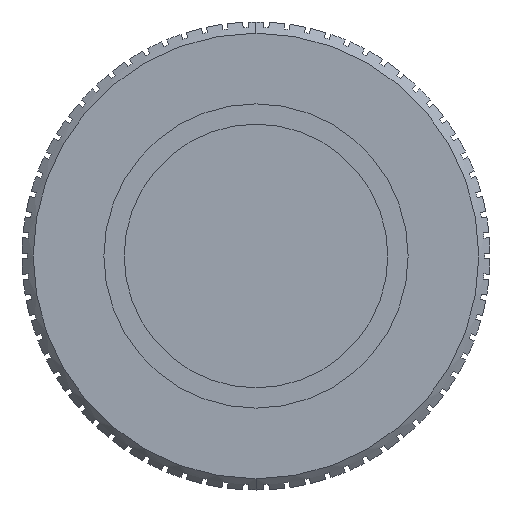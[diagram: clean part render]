
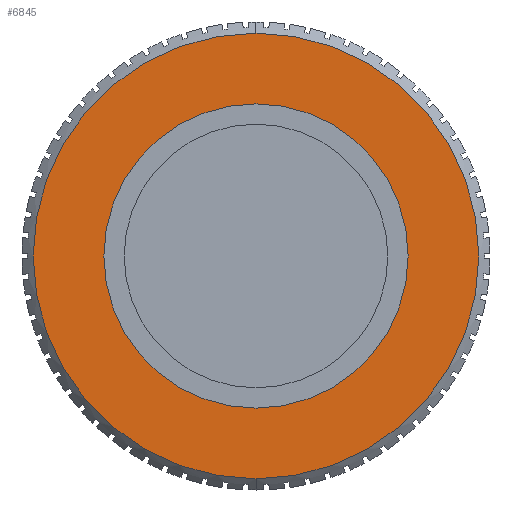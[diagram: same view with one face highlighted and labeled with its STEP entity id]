
A CAD part, left-side view. The second image highlights one B-rep face of the part: STEP entity #6845.
In plain terms, the highlighted planar face has unit normal (-1, 0, 0).
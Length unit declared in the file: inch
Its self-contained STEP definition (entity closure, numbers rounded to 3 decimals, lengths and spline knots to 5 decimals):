
#35 = EDGE_CURVE ( 'NONE', #1698, #6434, #7146, .T. ) ;
#584 = FACE_OUTER_BOUND ( 'NONE', #7255, .T. ) ;
#1251 = CARTESIAN_POINT ( 'NONE',  ( 0.04297, 0., 0. ) ) ;
#1444 = CARTESIAN_POINT ( 'NONE',  ( 0.04297, 0., 0.28608 ) ) ;
#1484 = CARTESIAN_POINT ( 'NONE',  ( 0.04297, 0., 0. ) ) ;
#1698 = VERTEX_POINT ( 'NONE', #2394 ) ;
#2078 = AXIS2_PLACEMENT_3D ( 'NONE', #3644, #9668, #7594 ) ;
#2315 = ORIENTED_EDGE ( 'NONE', *, *, #12167, .T. ) ;
#2394 = CARTESIAN_POINT ( 'NONE',  ( 0.04297, 0., 0.41899 ) ) ;
#2556 = PLANE ( 'NONE',  #8666 ) ;
#2582 = CIRCLE ( 'NONE', #8792, 0.41899 ) ;
#3318 = DIRECTION ( 'NONE',  ( 0., 0., -1. ) ) ;
#3644 = CARTESIAN_POINT ( 'NONE',  ( 0.04297, 0., 0. ) ) ;
#3725 = DIRECTION ( 'NONE',  ( 0., 0., 1. ) ) ;
#4559 = EDGE_CURVE ( 'NONE', #7169, #11784, #4570, .T. ) ;
#4570 = CIRCLE ( 'NONE', #2078, 0.28608 ) ;
#5167 = CARTESIAN_POINT ( 'NONE',  ( 0.04297, 0., -0.28608 ) ) ;
#5386 = DIRECTION ( 'NONE',  ( 1., 0., 0. ) ) ;
#5493 = AXIS2_PLACEMENT_3D ( 'NONE', #1484, #5386, #3318 ) ;
#5603 = CARTESIAN_POINT ( 'NONE',  ( 0.04297, 0.28608, 0. ) ) ;
#5988 = DIRECTION ( 'NONE',  ( 1., 0., 0. ) ) ;
#6048 = DIRECTION ( 'NONE',  ( 0., 0., -1. ) ) ;
#6434 = VERTEX_POINT ( 'NONE', #11717 ) ;
#6845 = ADVANCED_FACE ( 'NONE', ( #11521, #584 ), #2556, .T. ) ;
#7146 = CIRCLE ( 'NONE', #5493, 0.41899 ) ;
#7169 = VERTEX_POINT ( 'NONE', #1444 ) ;
#7255 = EDGE_LOOP ( 'NONE', ( #9955, #9426 ) ) ;
#7594 = DIRECTION ( 'NONE',  ( 0., 0., -1. ) ) ;
#8238 = EDGE_LOOP ( 'NONE', ( #2315, #10262 ) ) ;
#8666 = AXIS2_PLACEMENT_3D ( 'NONE', #5603, #12494, #3725 ) ;
#8792 = AXIS2_PLACEMENT_3D ( 'NONE', #10942, #11984, #12108 ) ;
#9426 = ORIENTED_EDGE ( 'NONE', *, *, #35, .F. ) ;
#9668 = DIRECTION ( 'NONE',  ( 1., 0., 0. ) ) ;
#9955 = ORIENTED_EDGE ( 'NONE', *, *, #11680, .F. ) ;
#10262 = ORIENTED_EDGE ( 'NONE', *, *, #4559, .T. ) ;
#10469 = CIRCLE ( 'NONE', #12739, 0.28608 ) ;
#10942 = CARTESIAN_POINT ( 'NONE',  ( 0.04297, 0., 0. ) ) ;
#11521 = FACE_BOUND ( 'NONE', #8238, .T. ) ;
#11680 = EDGE_CURVE ( 'NONE', #6434, #1698, #2582, .T. ) ;
#11717 = CARTESIAN_POINT ( 'NONE',  ( 0.04297, 0., -0.41899 ) ) ;
#11784 = VERTEX_POINT ( 'NONE', #5167 ) ;
#11984 = DIRECTION ( 'NONE',  ( 1., 0., 0. ) ) ;
#12108 = DIRECTION ( 'NONE',  ( 0., 0., -1. ) ) ;
#12167 = EDGE_CURVE ( 'NONE', #11784, #7169, #10469, .T. ) ;
#12494 = DIRECTION ( 'NONE',  ( -1., 0., 0. ) ) ;
#12739 = AXIS2_PLACEMENT_3D ( 'NONE', #1251, #5988, #6048 ) ;
